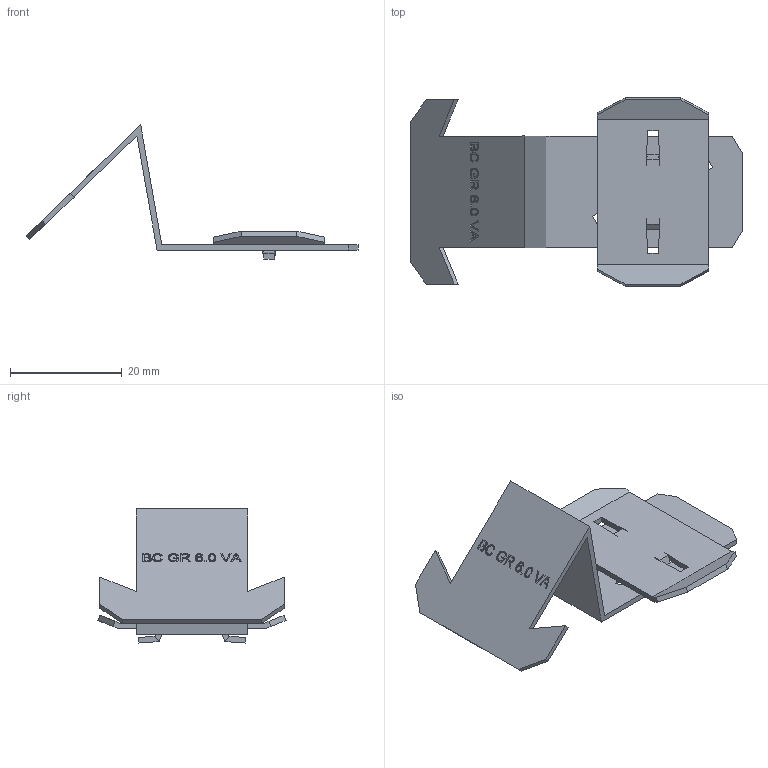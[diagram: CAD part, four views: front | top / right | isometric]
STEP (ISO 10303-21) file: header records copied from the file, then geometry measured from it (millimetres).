
FILE_DESCRIPTION((''),'2;1');
FILE_NAME('6016668_ASM','2016-04-15T',('AndreasKeweloh'),(''),'CREO PARAMETRIC BY PTC INC, 2015290','CREO PARAMETRIC BY PTC INC, 2015290','');
FILE_SCHEMA(('CONFIG_CONTROL_DESIGN'));
Length unit declared in the file: millimetre
Products named in the file (5): SCHRIFT-PRGUNG; BREP_2; 6016668_A_ASM; DOCUMENT_A_ASM; 6016668_ASM
Assembly tree (4 placements, depth 4):
  6016668_ASM
    DOCUMENT_A_ASM
      6016668_A_ASM
        SCHRIFT-PRGUNG
        BREP_2
Bounding box: 59.49 x 33.75 x 24.03 mm (x, y, z)
Volume: 2344.8 mm3; surface area: 5193.4 mm2
Topology: 2 solids, 2 shells, 209 faces, 554 edges, 364 vertices
Faces by surface type: plane 133, extrusion 64, bspline 8, cylinder 4
Entity records: 9410 total; most frequent: CARTESIAN_POINT 4340, ORIENTED_EDGE 1108, DIRECTION 796, EDGE_CURVE 554, VECTOR 482, LINE 418, VERTEX_POINT 364, EDGE_LOOP 232
